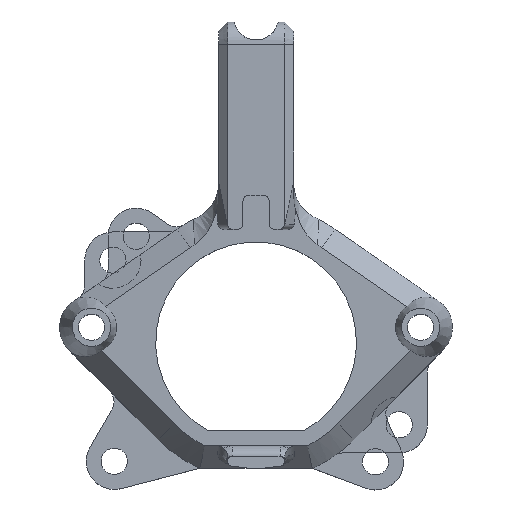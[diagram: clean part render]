
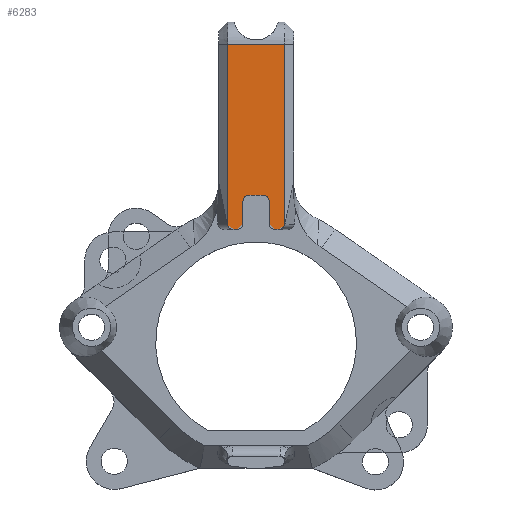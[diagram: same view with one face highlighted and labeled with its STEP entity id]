
A CAD part, top view. The second image highlights one B-rep face of the part: STEP entity #6283.
In plain terms, the highlighted planar face has unit normal (0, 0, 1).
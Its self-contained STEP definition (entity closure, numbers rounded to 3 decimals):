
#367=ELLIPSE('',#6697,0.894,0.8);
#369=ELLIPSE('',#6700,0.894,0.8);
#449=PLANE('',#6699);
#628=FACE_OUTER_BOUND('',#997,.T.);
#997=EDGE_LOOP('',(#4323,#4324,#4325,#4326,#4327,#4328,#4329,#4330,#4331,
#4332,#4333,#4334,#4335,#4336));
#1401=CIRCLE('',#6701,0.8);
#1402=CIRCLE('',#6702,0.8);
#1403=CIRCLE('',#6703,18.2);
#1404=CIRCLE('',#6704,0.8);
#1405=CIRCLE('',#6705,0.8);
#1653=LINE('',#9274,#2164);
#1670=LINE('',#9347,#2181);
#1671=LINE('',#9349,#2182);
#1672=LINE('',#9353,#2183);
#1673=LINE('',#9357,#2184);
#1674=LINE('',#9365,#2185);
#1675=LINE('',#9368,#2186);
#2164=VECTOR('',#7384,10.);
#2181=VECTOR('',#7431,10.);
#2182=VECTOR('',#7432,10.);
#2183=VECTOR('',#7435,10.);
#2184=VECTOR('',#7438,10.);
#2185=VECTOR('',#7445,10.);
#2186=VECTOR('',#7448,10.);
#2673=VERTEX_POINT('',#9263);
#2677=VERTEX_POINT('',#9273);
#2695=VERTEX_POINT('',#9340);
#2697=VERTEX_POINT('',#9346);
#2698=VERTEX_POINT('',#9348);
#2699=VERTEX_POINT('',#9350);
#2700=VERTEX_POINT('',#9352);
#2701=VERTEX_POINT('',#9354);
#2702=VERTEX_POINT('',#9356);
#2703=VERTEX_POINT('',#9358);
#2704=VERTEX_POINT('',#9360);
#2705=VERTEX_POINT('',#9362);
#2706=VERTEX_POINT('',#9364);
#2707=VERTEX_POINT('',#9366);
#3301=EDGE_CURVE('',#2673,#2677,#1653,.T.);
#3326=EDGE_CURVE('',#2677,#2695,#367,.T.);
#3329=EDGE_CURVE('',#2697,#2673,#1670,.T.);
#3330=EDGE_CURVE('',#2698,#2697,#1671,.T.);
#3331=EDGE_CURVE('',#2699,#2698,#369,.T.);
#3332=EDGE_CURVE('',#2699,#2700,#1672,.T.);
#3333=EDGE_CURVE('',#2701,#2700,#1401,.T.);
#3334=EDGE_CURVE('',#2701,#2702,#1673,.T.);
#3335=EDGE_CURVE('',#2703,#2702,#1402,.T.);
#3336=EDGE_CURVE('',#2703,#2704,#1403,.T.);
#3337=EDGE_CURVE('',#2705,#2704,#1404,.T.);
#3338=EDGE_CURVE('',#2705,#2706,#1674,.T.);
#3339=EDGE_CURVE('',#2707,#2706,#1405,.T.);
#3340=EDGE_CURVE('',#2707,#2695,#1675,.T.);
#4323=ORIENTED_EDGE('',*,*,#3301,.F.);
#4324=ORIENTED_EDGE('',*,*,#3329,.F.);
#4325=ORIENTED_EDGE('',*,*,#3330,.F.);
#4326=ORIENTED_EDGE('',*,*,#3331,.F.);
#4327=ORIENTED_EDGE('',*,*,#3332,.T.);
#4328=ORIENTED_EDGE('',*,*,#3333,.F.);
#4329=ORIENTED_EDGE('',*,*,#3334,.T.);
#4330=ORIENTED_EDGE('',*,*,#3335,.F.);
#4331=ORIENTED_EDGE('',*,*,#3336,.T.);
#4332=ORIENTED_EDGE('',*,*,#3337,.F.);
#4333=ORIENTED_EDGE('',*,*,#3338,.T.);
#4334=ORIENTED_EDGE('',*,*,#3339,.F.);
#4335=ORIENTED_EDGE('',*,*,#3340,.T.);
#4336=ORIENTED_EDGE('',*,*,#3326,.F.);
#6283=ADVANCED_FACE('',(#628),#449,.T.);
#6697=AXIS2_PLACEMENT_3D('',#9341,#7424,#7425);
#6699=AXIS2_PLACEMENT_3D('',#9345,#7429,#7430);
#6700=AXIS2_PLACEMENT_3D('',#9351,#7433,#7434);
#6701=AXIS2_PLACEMENT_3D('',#9355,#7436,#7437);
#6702=AXIS2_PLACEMENT_3D('',#9359,#7439,#7440);
#6703=AXIS2_PLACEMENT_3D('',#9361,#7441,#7442);
#6704=AXIS2_PLACEMENT_3D('',#9363,#7443,#7444);
#6705=AXIS2_PLACEMENT_3D('',#9367,#7446,#7447);
#7384=DIRECTION('',(0.,-1.,0.));
#7424=DIRECTION('center_axis',(0.,0.,-1.));
#7425=DIRECTION('ref_axis',(1.,0.,0.));
#7429=DIRECTION('center_axis',(0.,0.,1.));
#7430=DIRECTION('ref_axis',(1.,0.,0.));
#7431=DIRECTION('',(1.,0.,0.));
#7432=DIRECTION('',(0.,1.,0.));
#7433=DIRECTION('center_axis',(0.,0.,-1.));
#7434=DIRECTION('ref_axis',(-1.,0.,0.));
#7435=DIRECTION('',(1.,0.,0.));
#7436=DIRECTION('center_axis',(0.,0.,-1.));
#7437=DIRECTION('ref_axis',(0.707,-0.707,0.));
#7438=DIRECTION('',(0.,1.,0.));
#7439=DIRECTION('center_axis',(0.,0.,1.));
#7440=DIRECTION('ref_axis',(-0.726,0.688,0.));
#7441=DIRECTION('center_axis',(0.,0.,-1.));
#7442=DIRECTION('ref_axis',(-1.,0.,0.));
#7443=DIRECTION('center_axis',(0.,0.,1.));
#7444=DIRECTION('ref_axis',(0.726,0.688,0.));
#7445=DIRECTION('',(0.,-1.,0.));
#7446=DIRECTION('center_axis',(0.,0.,-1.));
#7447=DIRECTION('ref_axis',(-0.707,-0.707,0.));
#7448=DIRECTION('',(1.,0.,0.));
#9263=CARTESIAN_POINT('',(3.8,39.687,7.5));
#9273=CARTESIAN_POINT('',(3.8,15.646,7.5));
#9274=CARTESIAN_POINT('',(3.8,26.437,7.5));
#9340=CARTESIAN_POINT('',(2.931,15.035,7.5));
#9341=CARTESIAN_POINT('Origin',(2.931,15.835,7.5));
#9345=CARTESIAN_POINT('Origin',(0.,35.187,7.5));
#9346=CARTESIAN_POINT('',(-3.8,39.687,7.5));
#9347=CARTESIAN_POINT('',(2.5,39.687,7.5));
#9348=CARTESIAN_POINT('',(-3.8,15.646,7.5));
#9349=CARTESIAN_POINT('',(-3.8,38.937,7.5));
#9350=CARTESIAN_POINT('',(-2.931,15.035,7.5));
#9351=CARTESIAN_POINT('Origin',(-2.931,15.835,7.5));
#9352=CARTESIAN_POINT('',(-2.55,15.035,7.5));
#9353=CARTESIAN_POINT('',(-0.875,15.035,7.5));
#9354=CARTESIAN_POINT('',(-1.75,15.835,7.5));
#9355=CARTESIAN_POINT('Origin',(-2.55,15.835,7.5));
#9356=CARTESIAN_POINT('',(-1.75,18.794,7.5));
#9357=CARTESIAN_POINT('',(-1.75,20.448,7.5));
#9358=CARTESIAN_POINT('',(-0.994,19.593,7.5));
#9359=CARTESIAN_POINT('Origin',(-0.95,18.794,7.5));
#9360=CARTESIAN_POINT('',(0.994,19.593,7.5));
#9361=CARTESIAN_POINT('Origin',(0.,1.42,7.5));
#9362=CARTESIAN_POINT('',(1.75,18.794,7.5));
#9363=CARTESIAN_POINT('Origin',(0.95,18.794,7.5));
#9364=CARTESIAN_POINT('',(1.75,15.835,7.5));
#9365=CARTESIAN_POINT('',(1.75,18.198,7.5));
#9366=CARTESIAN_POINT('',(2.55,15.035,7.5));
#9367=CARTESIAN_POINT('Origin',(2.55,15.835,7.5));
#9368=CARTESIAN_POINT('',(1.875,15.035,7.5));
